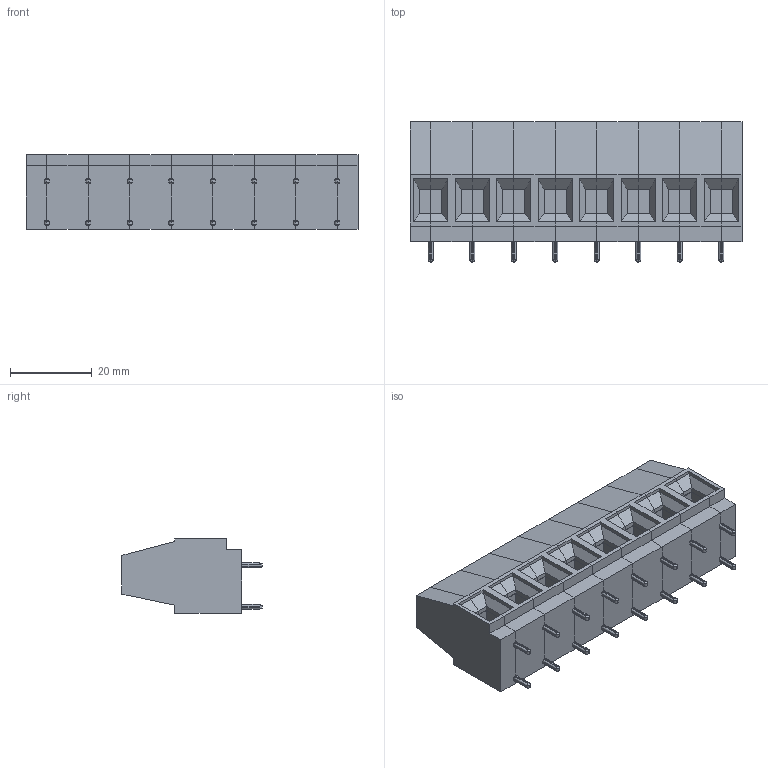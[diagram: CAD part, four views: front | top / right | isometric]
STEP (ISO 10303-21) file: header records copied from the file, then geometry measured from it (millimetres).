
FILE_DESCRIPTION( ( 'Unknown' ), '1' );
FILE_NAME( '691256610008.stp', 'Unknown', ( 'Unknown' ), ( 'Unknown' ), 'PSStep 18.0.17', 'Unknown', ' ' );
FILE_SCHEMA( ( 'AUTOMOTIVE_DESIGN { 1 0 10303 214 1 1 1 1 }' ) );
Length unit declared in the file: millimetre
Products named in the file (4): Assem1; MRT26P10.16_SX; MRT26P10.16_CNT; MRT26P10.16_DX
Assembly tree (9 placements, depth 2):
  Assem1
    MRT26P10.16_SX
    MRT26P10.16_CNT  x7
    MRT26P10.16_DX
Bounding box: 81.28 x 34.3 x 18.3 mm (x, y, z)
Volume: 30973.5 mm3; surface area: 17898.8 mm2
Topology: 9 solids, 9 shells, 892 faces, 2590 edges, 1716 vertices
Faces by surface type: plane 748, cylinder 144
Entity records: 9716 total; most frequent: CARTESIAN_POINT 1596, ORIENTED_EDGE 1340, DIRECTION 1214, EDGE_CURVE 670, LINE 578, VECTOR 578, VERTEX_POINT 444, AXIS2_PLACEMENT_3D 318
